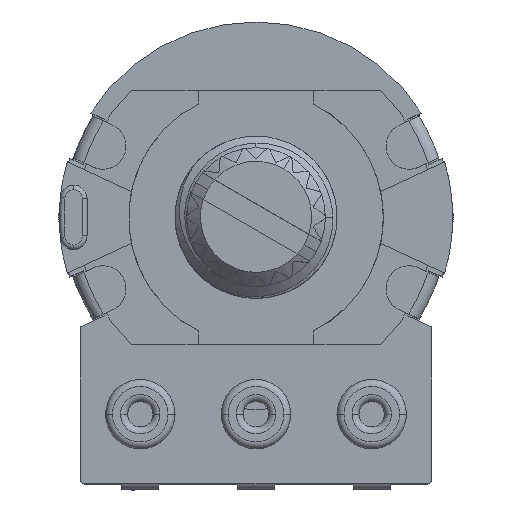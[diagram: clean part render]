
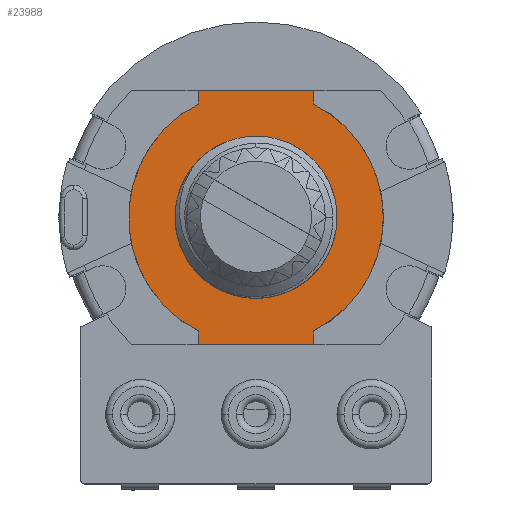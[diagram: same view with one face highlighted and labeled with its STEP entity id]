
A CAD part, top view. The second image highlights one B-rep face of the part: STEP entity #23988.
In plain terms, the highlighted planar face has unit normal (0, 0, 1).
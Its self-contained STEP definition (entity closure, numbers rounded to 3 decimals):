
#71 = CARTESIAN_POINT ( 'NONE',  ( 2.501, -4.359, 12.773 ) ) ;
#341 = CARTESIAN_POINT ( 'NONE',  ( -2.623, 3.458, 12.773 ) ) ;
#351 = VECTOR ( 'NONE', #1337, 1000. ) ;
#729 = CARTESIAN_POINT ( 'NONE',  ( -3.499, 1.141, 12.773 ) ) ;
#1337 = DIRECTION ( 'NONE',  ( 0., -1., 0. ) ) ;
#1511 = LINE ( 'NONE', #26030, #351 ) ;
#1706 = CARTESIAN_POINT ( 'NONE',  ( -2.499, -4.359, 12.773 ) ) ;
#1872 = DIRECTION ( 'NONE',  ( 1., 0., 0. ) ) ;
#1898 = ORIENTED_EDGE ( 'NONE', *, *, #28883, .T. ) ;
#2202 = CARTESIAN_POINT ( 'NONE',  ( 2.501, -3.758, 12.773 ) ) ;
#2243 = CARTESIAN_POINT ( 'NONE',  ( -2.499, 6.04, 12.773 ) ) ;
#3179 = EDGE_CURVE ( 'NONE', #22181, #10342, #27865, .T. ) ;
#3297 = CARTESIAN_POINT ( 'NONE',  ( 0.001, 1.141, 12.773 ) ) ;
#4277 = LINE ( 'NONE', #7514, #30726 ) ;
#5446 = EDGE_CURVE ( 'NONE', #13442, #28492, #34094, .T. ) ;
#5523 = CARTESIAN_POINT ( 'NONE',  ( 0.001, 1.141, 12.773 ) ) ;
#5666 = CIRCLE ( 'NONE', #28548, 3.5 ) ;
#5964 = DIRECTION ( 'NONE',  ( 0.455, -0.891, 0. ) ) ;
#6066 = CARTESIAN_POINT ( 'NONE',  ( 2.501, 6.641, 12.773 ) ) ;
#6260 = VERTEX_POINT ( 'NONE', #71 ) ;
#6284 = CIRCLE ( 'NONE', #20032, 3.5 ) ;
#6339 = ORIENTED_EDGE ( 'NONE', *, *, #20508, .T. ) ;
#6713 = AXIS2_PLACEMENT_3D ( 'NONE', #11944, #33831, #22700 ) ;
#6737 = DIRECTION ( 'NONE',  ( 1., 0., 0. ) ) ;
#6796 = CARTESIAN_POINT ( 'NONE',  ( 2.501, 6.04, 12.773 ) ) ;
#7084 = ORIENTED_EDGE ( 'NONE', *, *, #34153, .T. ) ;
#7086 = LINE ( 'NONE', #23026, #11034 ) ;
#7514 = CARTESIAN_POINT ( 'NONE',  ( 2.501, 6.641, 12.773 ) ) ;
#7648 = ORIENTED_EDGE ( 'NONE', *, *, #12845, .T. ) ;
#7874 = FACE_OUTER_BOUND ( 'NONE', #27047, .T. ) ;
#8081 = ORIENTED_EDGE ( 'NONE', *, *, #31622, .T. ) ;
#8136 = AXIS2_PLACEMENT_3D ( 'NONE', #5523, #30622, #19689 ) ;
#9103 = CARTESIAN_POINT ( 'NONE',  ( 3.501, 1.141, 12.773 ) ) ;
#9724 = CARTESIAN_POINT ( 'NONE',  ( 0.001, 1.141, 12.773 ) ) ;
#9946 = EDGE_CURVE ( 'NONE', #6260, #31303, #7086, .T. ) ;
#10012 = LINE ( 'NONE', #6796, #14008 ) ;
#10342 = VERTEX_POINT ( 'NONE', #12906 ) ;
#10540 = DIRECTION ( 'NONE',  ( 0., -1., 0. ) ) ;
#10553 = CARTESIAN_POINT ( 'NONE',  ( 0.001, 1.141, 12.773 ) ) ;
#11034 = VECTOR ( 'NONE', #28759, 1000. ) ;
#11079 = LINE ( 'NONE', #21833, #24410 ) ;
#11369 = DIRECTION ( 'NONE',  ( 0., 0., 1. ) ) ;
#11850 = CARTESIAN_POINT ( 'NONE',  ( 3.5, 1.847, 12.773 ) ) ;
#11944 = CARTESIAN_POINT ( 'NONE',  ( 0.001, 1.141, 12.773 ) ) ;
#12028 = CARTESIAN_POINT ( 'NONE',  ( 3.501, 1.141, 12.773 ) ) ;
#12260 = EDGE_LOOP ( 'NONE', ( #33859, #1898, #7084 ) ) ;
#12845 = EDGE_CURVE ( 'NONE', #29114, #22181, #1511, .T. ) ;
#12849 = DIRECTION ( 'NONE',  ( 0., 1., 0. ) ) ;
#12906 = CARTESIAN_POINT ( 'NONE',  ( -2.499, -3.758, 12.773 ) ) ;
#13442 = VERTEX_POINT ( 'NONE', #9103 ) ;
#14008 = VECTOR ( 'NONE', #12849, 1000. ) ;
#14438 = EDGE_CURVE ( 'NONE', #26201, #6260, #26222, .T. ) ;
#15022 = VECTOR ( 'NONE', #1872, 1000. ) ;
#15815 = AXIS2_PLACEMENT_3D ( 'NONE', #10553, #18808, #29723 ) ;
#16534 = CARTESIAN_POINT ( 'NONE',  ( -2.499, -4.359, 12.773 ) ) ;
#17389 = ORIENTED_EDGE ( 'NONE', *, *, #3179, .T. ) ;
#18808 = DIRECTION ( 'NONE',  ( 0., 0., 1. ) ) ;
#18811 = FACE_BOUND ( 'NONE', #12260, .T. ) ;
#19633 = EDGE_CURVE ( 'NONE', #31259, #29392, #10012, .T. ) ;
#19689 = DIRECTION ( 'NONE',  ( 1., 0., 0. ) ) ;
#20032 = AXIS2_PLACEMENT_3D ( 'NONE', #32013, #26072, #6737 ) ;
#20508 = EDGE_CURVE ( 'NONE', #29392, #29114, #4277, .T. ) ;
#20687 = EDGE_CURVE ( 'NONE', #20803, #31259, #28996, .T. ) ;
#20803 = VERTEX_POINT ( 'NONE', #31850 ) ;
#21833 = CARTESIAN_POINT ( 'NONE',  ( -2.499, -3.758, 12.773 ) ) ;
#22181 = VERTEX_POINT ( 'NONE', #2243 ) ;
#22236 = EDGE_CURVE ( 'NONE', #31303, #20803, #23421, .T. ) ;
#22700 = DIRECTION ( 'NONE',  ( -0.455, 0.891, 0. ) ) ;
#22962 = CARTESIAN_POINT ( 'NONE',  ( -1.525, 4.37, 12.773 ) ) ;
#23026 = CARTESIAN_POINT ( 'NONE',  ( 2.501, -4.359, 12.773 ) ) ;
#23421 = CIRCLE ( 'NONE', #32612, 5.5 ) ;
#23665 = CARTESIAN_POINT ( 'NONE',  ( 2.501, 6.04, 12.773 ) ) ;
#23988 = ADVANCED_FACE ( 'NONE', ( #7874, #18811 ), #29726, .T. ) ;
#24410 = VECTOR ( 'NONE', #10540, 1000. ) ;
#25458 = CARTESIAN_POINT ( 'NONE',  ( 1.317, 4.621, 12.773 ) ) ;
#25643 = CARTESIAN_POINT ( 'NONE',  ( -2.155, 3.986, 12.773 ) ) ;
#25788 = CARTESIAN_POINT ( 'NONE',  ( -2.499, 6.641, 12.773 ) ) ;
#25819 = CARTESIAN_POINT ( 'NONE',  ( -0.157, 4.707, 12.773 ) ) ;
#26030 = CARTESIAN_POINT ( 'NONE',  ( -2.499, 6.641, 12.773 ) ) ;
#26068 = ORIENTED_EDGE ( 'NONE', *, *, #22236, .T. ) ;
#26072 = DIRECTION ( 'NONE',  ( 0., 0., -1. ) ) ;
#26201 = VERTEX_POINT ( 'NONE', #16534 ) ;
#26222 = LINE ( 'NONE', #1706, #15022 ) ;
#26625 = VERTEX_POINT ( 'NONE', #729 ) ;
#26871 = ORIENTED_EDGE ( 'NONE', *, *, #20687, .T. ) ;
#27047 = EDGE_LOOP ( 'NONE', ( #17389, #8081, #28688, #33943, #26068, #26871, #32735, #6339, #7648 ) ) ;
#27865 = CIRCLE ( 'NONE', #6713, 5.5 ) ;
#28492 = VERTEX_POINT ( 'NONE', #341 ) ;
#28548 = AXIS2_PLACEMENT_3D ( 'NONE', #9724, #34111, #31417 ) ;
#28688 = ORIENTED_EDGE ( 'NONE', *, *, #14438, .T. ) ;
#28759 = DIRECTION ( 'NONE',  ( 0., 1., 0. ) ) ;
#28883 = EDGE_CURVE ( 'NONE', #13442, #26625, #5666, .T. ) ;
#28996 = CIRCLE ( 'NONE', #15815, 5.5 ) ;
#29014 = DIRECTION ( 'NONE',  ( -1., 0., 0. ) ) ;
#29114 = VERTEX_POINT ( 'NONE', #25788 ) ;
#29392 = VERTEX_POINT ( 'NONE', #6066 ) ;
#29723 = DIRECTION ( 'NONE',  ( 0.455, -0.891, 0. ) ) ;
#29726 = PLANE ( 'NONE',  #8136 ) ;
#30622 = DIRECTION ( 'NONE',  ( 0., 0., 1. ) ) ;
#30726 = VECTOR ( 'NONE', #29014, 1000. ) ;
#30893 = CARTESIAN_POINT ( 'NONE',  ( -2.623, 3.458, 12.773 ) ) ;
#31259 = VERTEX_POINT ( 'NONE', #23665 ) ;
#31303 = VERTEX_POINT ( 'NONE', #2202 ) ;
#31402 = CARTESIAN_POINT ( 'NONE',  ( 2.48, 3.71, 12.773 ) ) ;
#31417 = DIRECTION ( 'NONE',  ( 1., 0., 0. ) ) ;
#31622 = EDGE_CURVE ( 'NONE', #10342, #26201, #11079, .T. ) ;
#31850 = CARTESIAN_POINT ( 'NONE',  ( 5.501, 1.141, 12.773 ) ) ;
#32013 = CARTESIAN_POINT ( 'NONE',  ( 0.001, 1.141, 12.773 ) ) ;
#32612 = AXIS2_PLACEMENT_3D ( 'NONE', #3297, #11369, #5964 ) ;
#32735 = ORIENTED_EDGE ( 'NONE', *, *, #19633, .T. ) ;
#33740 = CARTESIAN_POINT ( 'NONE',  ( 3.282, 2.551, 12.773 ) ) ;
#33831 = DIRECTION ( 'NONE',  ( 0., 0., 1. ) ) ;
#33859 = ORIENTED_EDGE ( 'NONE', *, *, #5446, .F. ) ;
#33943 = ORIENTED_EDGE ( 'NONE', *, *, #9946, .T. ) ;
#34094 = B_SPLINE_CURVE_WITH_KNOTS ( 'NONE', 3,
 ( #12028, #11850, #33740, #31402, #25458, #25819, #22962, #25643, #30893 ),
 .UNSPECIFIED., .F., .F.,
 ( 4, 2, 1, 2, 4 ),
 ( 0., 0.25, 0.5, 0.75, 1. ),
 .UNSPECIFIED. ) ;
#34111 = DIRECTION ( 'NONE',  ( 0., 0., -1. ) ) ;
#34153 = EDGE_CURVE ( 'NONE', #26625, #28492, #6284, .T. ) ;
